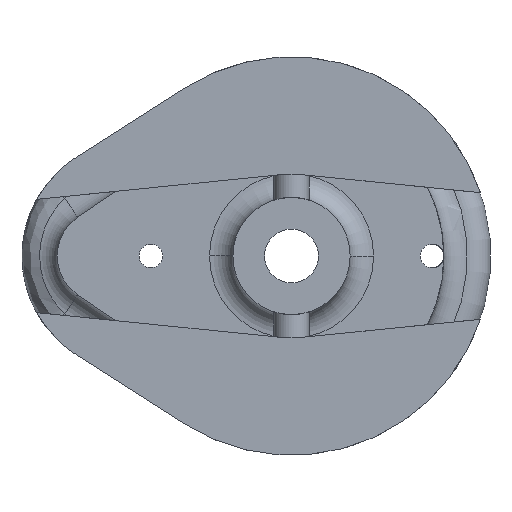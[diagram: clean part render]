
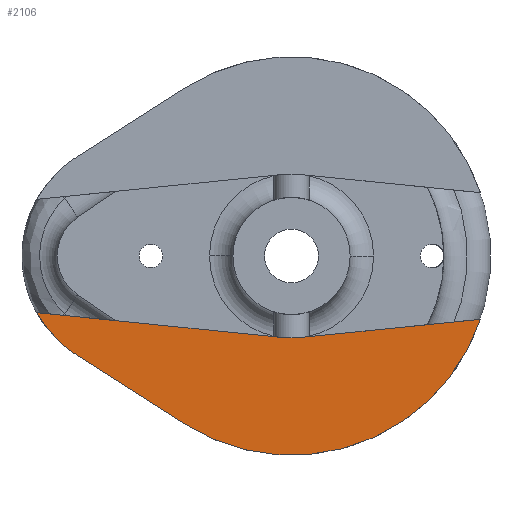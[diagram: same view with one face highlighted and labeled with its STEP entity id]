
A CAD part, front view. The second image highlights one B-rep face of the part: STEP entity #2106.
In plain terms, the highlighted planar face has unit normal (0, -1, 0).
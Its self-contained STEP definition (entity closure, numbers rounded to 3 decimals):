
#819=DIRECTION('',(-0.995,0.,-0.101));
#820=VECTOR('',#819,7.746);
#821=CARTESIAN_POINT('',(8.059,-2.,-2.701));
#822=LINE('',#821,#820);
#823=CARTESIAN_POINT('',(0.,-2.,0.));
#824=DIRECTION('',(0.,1.,0.));
#825=DIRECTION('',(0.948,0.,-0.318));
#826=AXIS2_PLACEMENT_3D('',#823,#824,#825);
#828=DIRECTION('',(-0.843,0.,0.538));
#829=VECTOR('',#828,5.477);
#830=CARTESIAN_POINT('',(-4.577,-2.,-7.163));
#831=LINE('',#830,#829);
#832=CARTESIAN_POINT('',(-6.5,-2.,0.));
#833=DIRECTION('',(0.,1.,0.));
#834=DIRECTION('',(-0.538,0.,-0.843));
#835=AXIS2_PLACEMENT_3D('',#832,#833,#834);
#837=DIRECTION('',(0.995,0.,-0.101));
#838=VECTOR('',#837,10.579);
#839=CARTESIAN_POINT('',(-10.878,-2.,-2.416));
#840=LINE('',#839,#838);
#841=CARTESIAN_POINT('',(0.,-2.,0.));
#842=DIRECTION('',(0.,1.,0.));
#843=DIRECTION('',(0.101,0.,-0.995));
#844=AXIS2_PLACEMENT_3D('',#841,#842,#843);
#950=CARTESIAN_POINT('',(8.059,-2.,-2.701));
#951=CARTESIAN_POINT('',(0.353,-2.,-3.482));
#952=VERTEX_POINT('',#950);
#953=VERTEX_POINT('',#951);
#954=CARTESIAN_POINT('',(-0.353,-2.,-3.482));
#955=VERTEX_POINT('',#954);
#956=CARTESIAN_POINT('',(-10.878,-2.,-2.416));
#957=VERTEX_POINT('',#956);
#1081=CARTESIAN_POINT('',(-4.577,-2.,-7.163));
#1082=CARTESIAN_POINT('',(-9.192,-2.,-4.213));
#1083=VERTEX_POINT('',#1081);
#1084=VERTEX_POINT('',#1082);
#2090=CARTESIAN_POINT('',(0.,-2.,0.));
#2091=DIRECTION('',(0.,1.,0.));
#2092=DIRECTION('',(0.,0.,-1.));
#2093=AXIS2_PLACEMENT_3D('',#2090,#2091,#2092);
#2094=PLANE('',#2093);
#2095=ORIENTED_EDGE('',*,*,#1179,.F.);
#2097=ORIENTED_EDGE('',*,*,#2096,.T.);
#2099=ORIENTED_EDGE('',*,*,#2098,.T.);
#2101=ORIENTED_EDGE('',*,*,#2100,.T.);
#2102=ORIENTED_EDGE('',*,*,#1249,.T.);
#2103=ORIENTED_EDGE('',*,*,#2084,.F.);
#2104=EDGE_LOOP('',(#2095,#2097,#2099,#2101,#2102,#2103));
#2105=FACE_OUTER_BOUND('',#2104,.F.);
#2106=ADVANCED_FACE('',(#2105),#2094,.F.);
#827=CIRCLE('',#826,8.5);
#836=CIRCLE('',#835,5.);
#845=CIRCLE('',#844,3.5);
#1179=EDGE_CURVE('',#952,#953,#822,.T.);
#1249=EDGE_CURVE('',#957,#955,#840,.T.);
#2084=EDGE_CURVE('',#953,#955,#845,.T.);
#2096=EDGE_CURVE('',#952,#1083,#827,.T.);
#2098=EDGE_CURVE('',#1083,#1084,#831,.T.);
#2100=EDGE_CURVE('',#1084,#957,#836,.T.);
